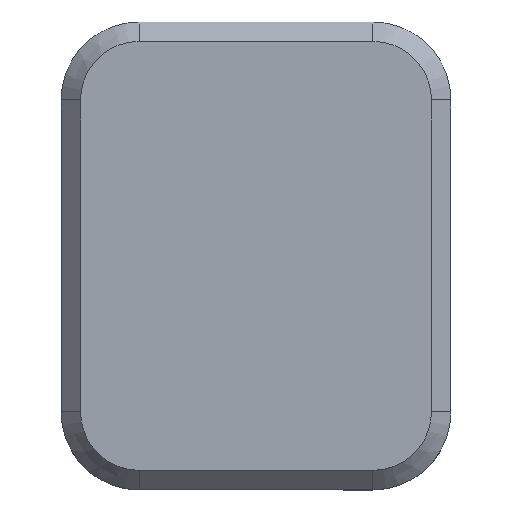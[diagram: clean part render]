
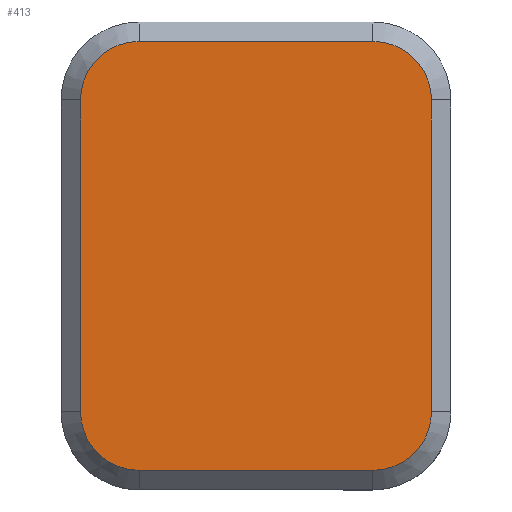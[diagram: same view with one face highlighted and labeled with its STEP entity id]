
A CAD part, top view. The second image highlights one B-rep face of the part: STEP entity #413.
In plain terms, the highlighted planar face has unit normal (0, 0, 1).
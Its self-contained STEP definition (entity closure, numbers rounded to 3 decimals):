
#32=PLANE('',#469);
#57=FACE_OUTER_BOUND('',#83,.T.);
#83=EDGE_LOOP('',(#369,#370,#371,#372,#373,#374,#375,#376));
#95=CIRCLE('',#453,3.);
#96=CIRCLE('',#456,3.);
#98=CIRCLE('',#460,3.);
#100=CIRCLE('',#464,3.);
#126=LINE('',#673,#166);
#129=LINE('',#681,#169);
#132=LINE('',#691,#172);
#136=LINE('',#702,#176);
#166=VECTOR('',#550,10.);
#169=VECTOR('',#559,10.);
#172=VECTOR('',#570,10.);
#176=VECTOR('',#582,10.);
#202=VERTEX_POINT('',#666);
#203=VERTEX_POINT('',#668);
#204=VERTEX_POINT('',#672);
#205=VERTEX_POINT('',#676);
#206=VERTEX_POINT('',#680);
#207=VERTEX_POINT('',#684);
#209=VERTEX_POINT('',#690);
#211=VERTEX_POINT('',#696);
#248=EDGE_CURVE('',#203,#202,#95,.T.);
#249=EDGE_CURVE('',#202,#204,#126,.T.);
#252=EDGE_CURVE('',#204,#205,#96,.T.);
#253=EDGE_CURVE('',#205,#206,#129,.T.);
#257=EDGE_CURVE('',#206,#207,#98,.T.);
#258=EDGE_CURVE('',#207,#209,#132,.T.);
#263=EDGE_CURVE('',#209,#211,#100,.T.);
#264=EDGE_CURVE('',#211,#203,#136,.T.);
#369=ORIENTED_EDGE('',*,*,#248,.F.);
#370=ORIENTED_EDGE('',*,*,#264,.F.);
#371=ORIENTED_EDGE('',*,*,#263,.F.);
#372=ORIENTED_EDGE('',*,*,#258,.F.);
#373=ORIENTED_EDGE('',*,*,#257,.F.);
#374=ORIENTED_EDGE('',*,*,#253,.F.);
#375=ORIENTED_EDGE('',*,*,#252,.F.);
#376=ORIENTED_EDGE('',*,*,#249,.F.);
#413=ADVANCED_FACE('',(#57),#32,.T.);
#453=AXIS2_PLACEMENT_3D('',#670,#546,#547);
#456=AXIS2_PLACEMENT_3D('',#678,#555,#556);
#460=AXIS2_PLACEMENT_3D('',#688,#566,#567);
#464=AXIS2_PLACEMENT_3D('',#700,#578,#579);
#469=AXIS2_PLACEMENT_3D('',#710,#593,#594);
#546=DIRECTION('center_axis',(0.,0.,-1.));
#547=DIRECTION('ref_axis',(-0.707,0.707,0.));
#550=DIRECTION('',(1.,0.,0.));
#555=DIRECTION('center_axis',(0.,0.,-1.));
#556=DIRECTION('ref_axis',(0.707,0.707,0.));
#559=DIRECTION('',(0.,-1.,0.));
#566=DIRECTION('center_axis',(0.,0.,-1.));
#567=DIRECTION('ref_axis',(0.707,-0.707,0.));
#570=DIRECTION('',(-1.,0.,0.));
#578=DIRECTION('center_axis',(0.,0.,-1.));
#579=DIRECTION('ref_axis',(-0.707,-0.707,0.));
#582=DIRECTION('',(0.,1.,0.));
#593=DIRECTION('center_axis',(0.,0.,1.));
#594=DIRECTION('ref_axis',(0.,-1.,0.));
#666=CARTESIAN_POINT('',(6.,21.,6.));
#668=CARTESIAN_POINT('',(3.,18.,6.));
#670=CARTESIAN_POINT('Origin',(6.,18.,6.));
#672=CARTESIAN_POINT('',(18.,21.,6.));
#673=CARTESIAN_POINT('',(17.,21.,6.));
#676=CARTESIAN_POINT('',(21.,18.,6.));
#678=CARTESIAN_POINT('Origin',(18.,18.,6.));
#680=CARTESIAN_POINT('',(21.,2.,6.));
#681=CARTESIAN_POINT('',(21.,4.,6.));
#684=CARTESIAN_POINT('',(18.,-1.,6.));
#688=CARTESIAN_POINT('Origin',(18.,2.,6.));
#690=CARTESIAN_POINT('',(6.,-1.,6.));
#691=CARTESIAN_POINT('',(7.,-1.,6.));
#696=CARTESIAN_POINT('',(3.,2.,6.));
#700=CARTESIAN_POINT('Origin',(6.,2.,6.));
#702=CARTESIAN_POINT('',(3.,16.,6.));
#710=CARTESIAN_POINT('Origin',(12.,10.,6.));
